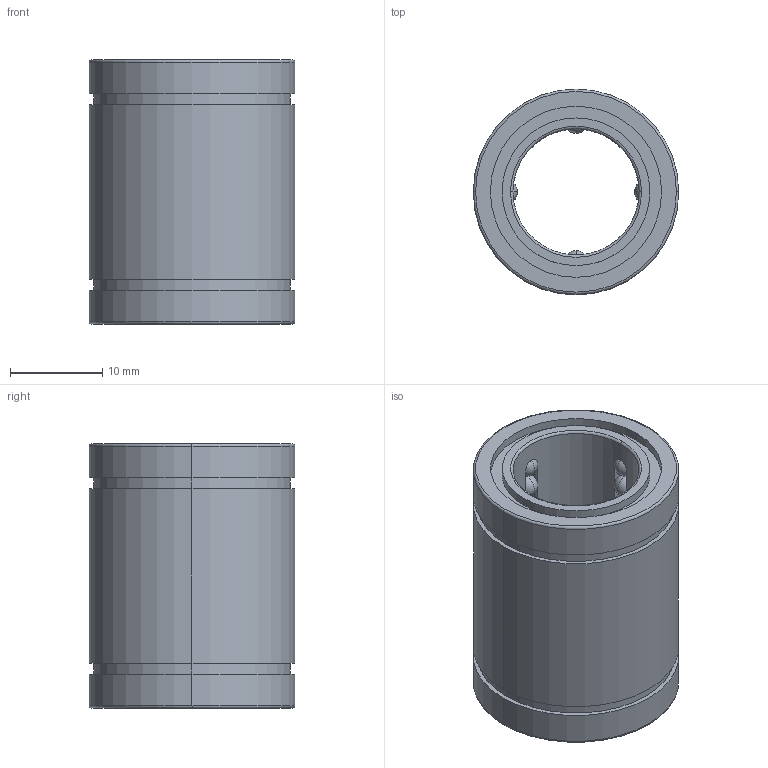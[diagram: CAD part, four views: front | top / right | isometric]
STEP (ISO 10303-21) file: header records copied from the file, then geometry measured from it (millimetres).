
FILE_DESCRIPTION (( 'STEP AP214' ), '1' );
FILE_NAME ('WCP-0245 Rev1.STEP', '2019-12-24T02:12:27', ( '' ), ( '' ), 'SwSTEP 2.0', 'SolidWorks 2018', '' );
FILE_SCHEMA (( 'AUTOMOTIVE_DESIGN' ));
Length unit declared in the file: inch
Products named in the file (1): WCP-0245 Rev1
Bounding box: 22.23 x 22.23 x 28.57 mm (x, y, z)
Volume: 6580.7 mm3; surface area: 4894.1 mm2
Topology: 1 solids, 1 shells, 174 faces, 586 edges, 392 vertices
Faces by surface type: sphere 104, cylinder 52, plane 10, torus 8
Entity records: 6946 total; most frequent: CARTESIAN_POINT 2729, ORIENTED_EDGE 980, DIRECTION 780, EDGE_CURVE 490, AXIS2_PLACEMENT_3D 347, VERTEX_POINT 344, B_SPLINE_CURVE_WITH_KNOTS 216, CIRCLE 188
